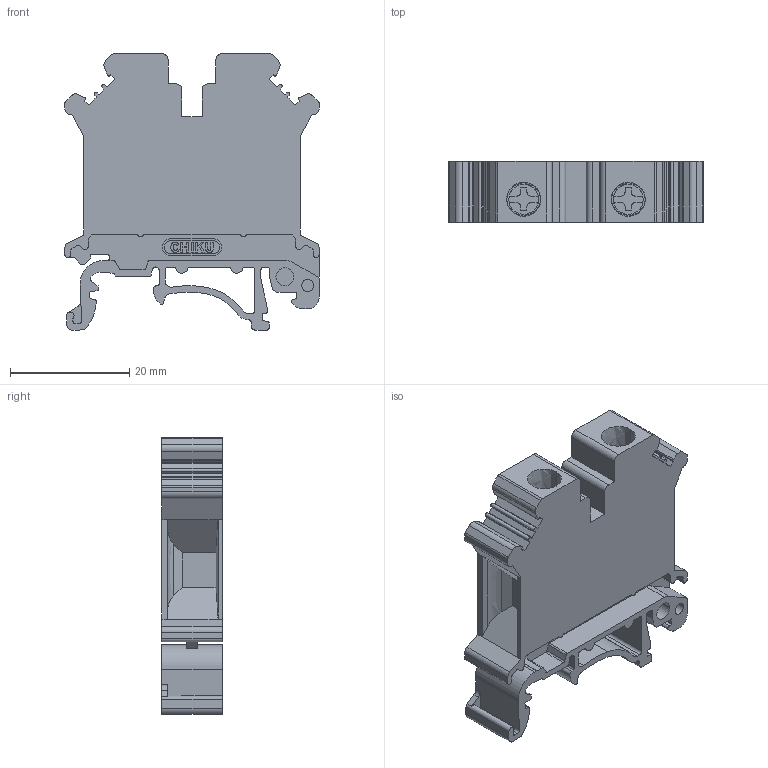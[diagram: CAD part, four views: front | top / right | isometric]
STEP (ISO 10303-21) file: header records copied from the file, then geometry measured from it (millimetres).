
FILE_DESCRIPTION( ('This file contains a STEP AP42 implementation' ,'as created by ZW3D STEP Interface translator.') ,'2;1' );
FILE_NAME( 'RTB10傷赽耀倰.stp' ,'23 4 7.105622', (''), ('ZWCAD Software Co.'), 'Version 1.0', 'ZW3D to STEP translator', '' );
FILE_SCHEMA(('AUTOMOTIVE_DESIGN { 1 0 10303 214 1 1 1 1 }'));
Length unit declared in the file: millimetre
Products named in the file (2): 0; RTB10
Bounding box: 42.65 x 10.18 x 46.38 mm (x, y, z)
Volume: 11110.6 mm3; surface area: 7283.5 mm2
Topology: 1 solids, 1 shells, 404 faces, 1157 edges, 768 vertices
Faces by surface type: plane 228, cylinder 148, bspline 26, cone 2
Full cylindrical faces by diameter (mm): 3.2 x1, 5 x2
Entity records: 14025 total; most frequent: CARTESIAN_POINT 2902, ORIENTED_EDGE 2314, DIRECTION 2169, EDGE_CURVE 1157, VECTOR 795, LINE 795, VERTEX_POINT 768, AXIS2_PLACEMENT_3D 687
